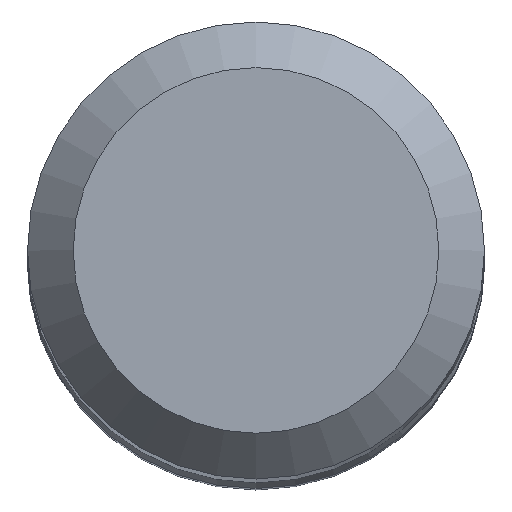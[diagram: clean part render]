
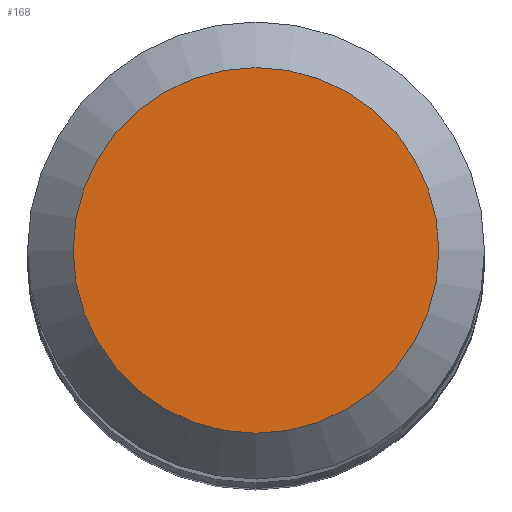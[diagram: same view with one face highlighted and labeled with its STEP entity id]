
A CAD part, top view. The second image highlights one B-rep face of the part: STEP entity #168.
In plain terms, the highlighted planar face has unit normal (0, 0, 1).
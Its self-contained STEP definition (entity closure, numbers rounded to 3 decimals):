
#87 = DIRECTION ( 'NONE',  ( 0., 0., -1. ) ) ;
#105 = CIRCLE ( 'NONE', #175, 4. ) ;
#114 = CARTESIAN_POINT ( 'NONE',  ( 0., 0., 133. ) ) ;
#134 = CARTESIAN_POINT ( 'NONE',  ( 0., 0., 133. ) ) ;
#146 = EDGE_LOOP ( 'NONE', ( #234 ) ) ;
#150 = EDGE_CURVE ( 'NONE', #263, #263, #105, .T. ) ;
#158 = FACE_OUTER_BOUND ( 'NONE', #146, .T. ) ;
#168 = ADVANCED_FACE ( 'NONE', ( #158 ), #225, .F. ) ;
#175 = AXIS2_PLACEMENT_3D ( 'NONE', #114, #245, #226 ) ;
#199 = AXIS2_PLACEMENT_3D ( 'NONE', #134, #87, #267 ) ;
#225 = PLANE ( 'NONE',  #199 ) ;
#226 = DIRECTION ( 'NONE',  ( 0., 1., 0. ) ) ;
#234 = ORIENTED_EDGE ( 'NONE', *, *, #150, .F. ) ;
#245 = DIRECTION ( 'NONE',  ( 0., 0., -1. ) ) ;
#263 = VERTEX_POINT ( 'NONE', #265 ) ;
#265 = CARTESIAN_POINT ( 'NONE',  ( 0., 4., 133. ) ) ;
#267 = DIRECTION ( 'NONE',  ( 0., 1., 0. ) ) ;
